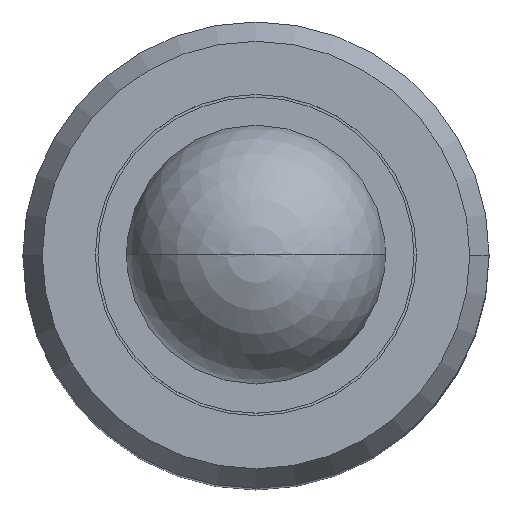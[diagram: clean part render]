
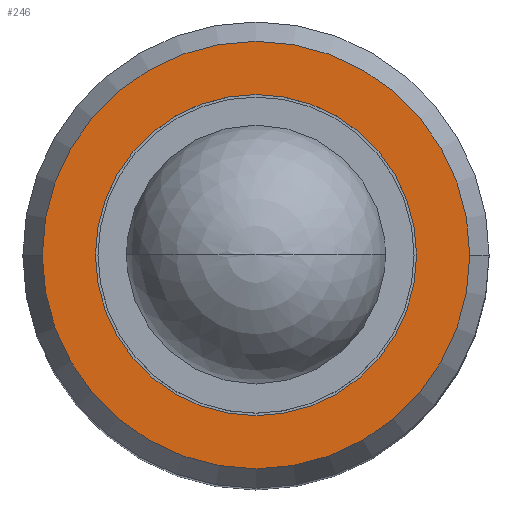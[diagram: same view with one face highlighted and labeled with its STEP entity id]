
A CAD part, top view. The second image highlights one B-rep face of the part: STEP entity #246.
In plain terms, the highlighted planar face has unit normal (0, 0, 1).
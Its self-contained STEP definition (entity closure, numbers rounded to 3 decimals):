
#152=VERTEX_POINT('',#367);
#162=VERTEX_POINT('',#377);
#176=EDGE_CURVE('',#224,#204,#395,.T.);
#178=EDGE_CURVE('',#162,#152,#397,.T.);
#204=VERTEX_POINT('',#425);
#224=VERTEX_POINT('',#448);
#226=EDGE_CURVE('',#152,#162,#450,.T.);
#246=ADVANCED_FACE('',(#471,#472),#473,.T.);
#286=EDGE_CURVE('',#204,#224,#520,.T.);
#367=CARTESIAN_POINT('',(8.25,0.,0.));
#377=CARTESIAN_POINT('',(-8.25,0.,0.));
#395=CIRCLE('',#638,6.2);
#397=CIRCLE('',#641,8.25);
#425=CARTESIAN_POINT('',(-6.2,0.,0.));
#448=CARTESIAN_POINT('',(6.2,0.,0.));
#450=CIRCLE('',#714,8.25);
#471=FACE_OUTER_BOUND('',#741,.T.);
#472=FACE_BOUND('',#742,.T.);
#473=PLANE('',#743);
#520=CIRCLE('',#801,6.2);
#638=AXIS2_PLACEMENT_3D('',#915,#916,#917);
#641=AXIS2_PLACEMENT_3D('',#918,#919,#920);
#714=AXIS2_PLACEMENT_3D('',#981,#982,#983);
#741=EDGE_LOOP('',(#1001,#1002));
#742=EDGE_LOOP('',(#1003,#1004));
#743=AXIS2_PLACEMENT_3D('',#1005,#1006,#1007);
#801=AXIS2_PLACEMENT_3D('',#1080,#1081,#1082);
#915=CARTESIAN_POINT('',(0.,0.,0.));
#916=DIRECTION('',(0.0,0.0,1.0));
#917=DIRECTION('',(-1.0,0.,0.0));
#918=CARTESIAN_POINT('',(0.,0.,0.));
#919=DIRECTION('',(0.0,0.0,1.0));
#920=DIRECTION('',(-1.0,0.,0.0));
#981=CARTESIAN_POINT('',(0.,0.,0.));
#982=DIRECTION('',(0.0,0.0,1.0));
#983=DIRECTION('',(-1.0,0.,0.0));
#1001=ORIENTED_EDGE('',*,*,#178,.T.);
#1002=ORIENTED_EDGE('',*,*,#226,.T.);
#1003=ORIENTED_EDGE('',*,*,#286,.F.);
#1004=ORIENTED_EDGE('',*,*,#176,.F.);
#1005=CARTESIAN_POINT('',(-7.225,0.,0.));
#1006=DIRECTION('',(0.0,0.0,1.0));
#1007=DIRECTION('',(-1.0,0.,0.0));
#1080=CARTESIAN_POINT('',(0.,0.,0.));
#1081=DIRECTION('',(0.0,0.0,1.0));
#1082=DIRECTION('',(-1.0,0.,0.0));
